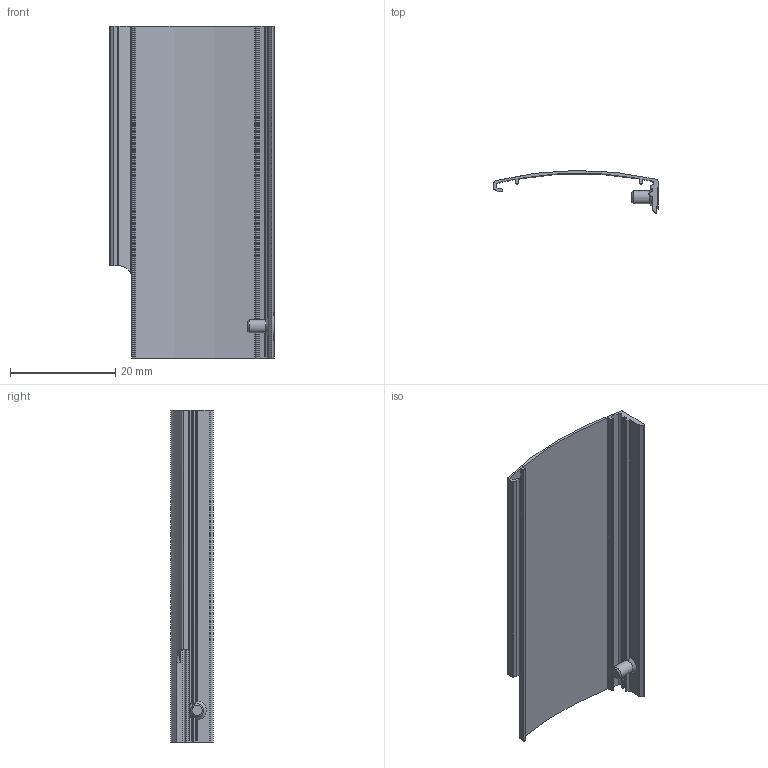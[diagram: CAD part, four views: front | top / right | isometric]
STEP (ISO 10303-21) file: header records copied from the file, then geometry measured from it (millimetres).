
FILE_DESCRIPTION(/* description */ ('STEP AP214'),/* implementation_level */ '2;1');
FILE_NAME(/* name */ '1066625_DADS-AB-G6-6-50',/* time_stamp */ '2024-08-13T14:28:42+02:00',/* author */ ('License CC BY-ND 4.0'),/* organization */ ('CADENAS'),/* preprocessor_version */ 'ST-DEVELOPER v19.3',/* originating_system */ 'PARTsolutions',/* authorisation */ ' ');
FILE_SCHEMA (('AUTOMOTIVE_DESIGN {1 0 10303 214 3 1 1}'));
Length unit declared in the file: millimetre
Products named in the file (3): 1066625 DADS-AB-G6-6-50; 1096426 DADS-AB-G6-6-50---(P); 747266 M2.5x5_Torx
Assembly tree (2 placements, depth 2):
  1066625 DADS-AB-G6-6-50
    1096426 DADS-AB-G6-6-50---(P)
    747266 M2.5x5_Torx
Bounding box: 31.22 x 8.07 x 63 mm (x, y, z)
Volume: 1457.3 mm3; surface area: 5157.9 mm2
Topology: 2 solids, 2 shells, 90 faces, 253 edges, 165 vertices
Faces by surface type: cylinder 48, plane 32, cone 10
Full cylindrical faces by diameter (mm): 2.5 x1, 4.5 x1
Entity records: 2998 total; most frequent: CARTESIAN_POINT 663, ORIENTED_EDGE 488, DIRECTION 457, EDGE_CURVE 244, AXIS2_PLACEMENT_3D 168, VERTEX_POINT 163, LINE 121, VECTOR 121
